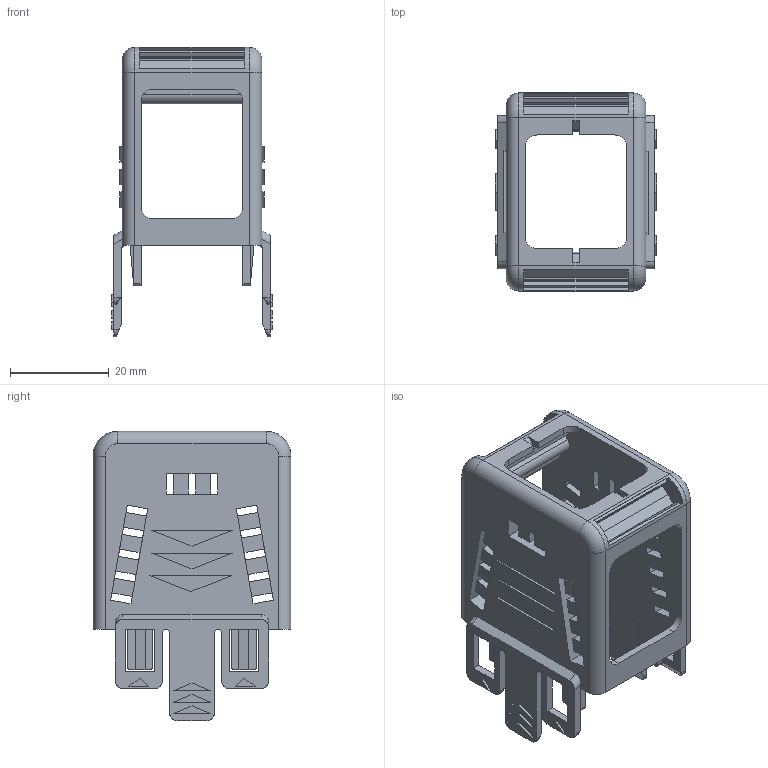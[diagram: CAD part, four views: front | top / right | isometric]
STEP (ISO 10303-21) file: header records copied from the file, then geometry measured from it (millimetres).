
FILE_DESCRIPTION(('CATIA V5R20 STEP214','CAx-IF Rec.Pracs.--- Model Styling and Organization---1.5--- 2016-08-15','CAx-IF Rec.Pracs.---Supplemental Geometry---1.0---2011-11-01','CAx-IF Rec.Pracs.--- Composite Materials ---1.1---2010-07-15'),'2;1');
FILE_NAME ('D1452820_1', '2025-02-20T11:00:53+00:00', ('Weidmueller Interface'), ('Weidmueller'), 'CATIA Version 5-6 Release 2022 SP4 HF5', 'CATIA V5 STEP AP214 v3', 'none');
FILE_SCHEMA(('AUTOMOTIVE_DESIGN { 1 0 10303 214 1 1 1 1 }'));
Length unit declared in the file: millimetre
Products named in the file (1): RSV_1_6_ZE_24
Bounding box: 32.6 x 40 x 58.5 mm (x, y, z)
Volume: 14497.6 mm3; surface area: 12693.6 mm2
Topology: 1 solids, 1 shells, 380 faces, 1150 edges, 764 vertices
Faces by surface type: plane 310, cylinder 66, torus 4
Entity records: 12541 total; most frequent: CARTESIAN_POINT 2484, ORIENTED_EDGE 2300, DIRECTION 1704, EDGE_CURVE 1150, VECTOR 1006, LINE 1006, VERTEX_POINT 764, EDGE_LOOP 438
